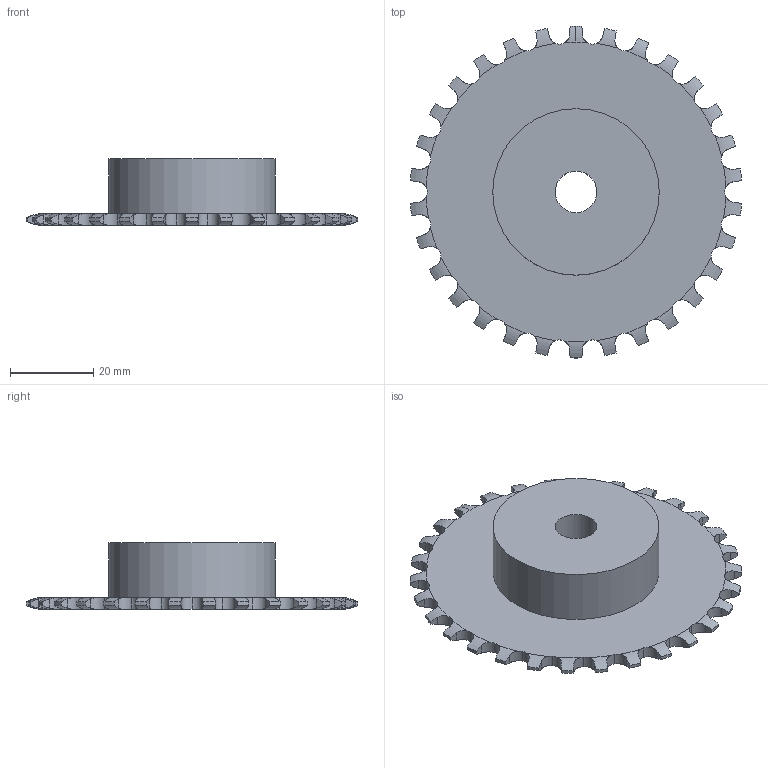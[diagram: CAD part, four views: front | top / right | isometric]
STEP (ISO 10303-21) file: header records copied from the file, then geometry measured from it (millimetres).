
FILE_DESCRIPTION(('FreeCAD Model'),'2;1');
FILE_NAME('Open CASCADE Shape Model','2021-03-07T16:56:03',( 'Simone Bignetti'),(''),'Open CASCADE STEP processor 7.4','FreeCAD', 'Unknown');
FILE_SCHEMA(('AUTOMOTIVE_DESIGN { 1 0 10303 214 1 1 1 1 }'));
Length unit declared in the file: millimetre
Products named in the file (1): Hole
Bounding box: 79.61 x 79.8 x 16 mm (x, y, z)
Volume: 27577.5 mm3; surface area: 11778.7 mm2
Topology: 1 solids, 1 shells, 218 faces, 703 edges, 489 vertices
Faces by surface type: cylinder 152, revolution 62, plane 4
Full cylindrical faces by diameter (mm): 10 x1, 40 x1
Entity records: 25668 total; most frequent: CARTESIAN_POINT 12977, DIRECTION 2077, ORIENTED_EDGE 1406, PCURVE 1406, DEFINITIONAL_REPRESENTATION 1406, LINE 830, VECTOR 830, B_SPLINE_CURVE_WITH_KNOTS 720
